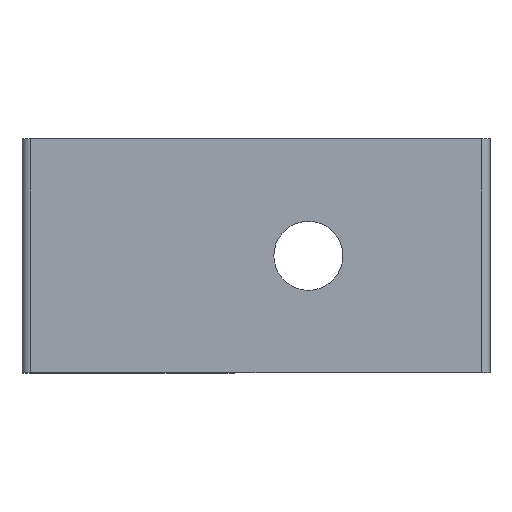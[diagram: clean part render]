
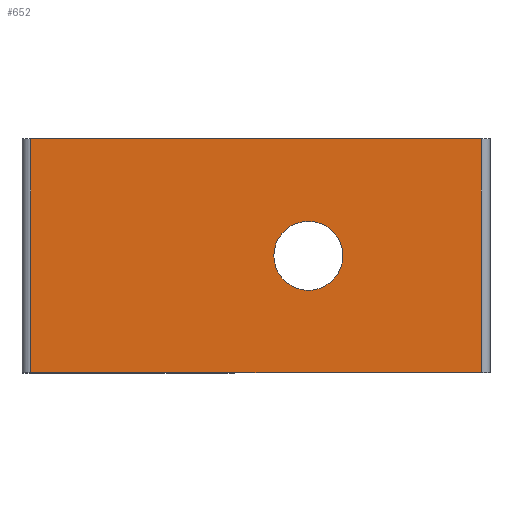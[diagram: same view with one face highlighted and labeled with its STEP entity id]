
A CAD part, top view. The second image highlights one B-rep face of the part: STEP entity #652.
In plain terms, the highlighted planar face has unit normal (0, 0, 1).
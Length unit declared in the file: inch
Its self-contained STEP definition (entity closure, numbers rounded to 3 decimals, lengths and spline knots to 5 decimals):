
#74=LINE('',#1046,#114);
#79=LINE('',#1064,#119);
#80=LINE('',#1068,#120);
#81=LINE('',#1069,#121);
#114=VECTOR('',#819,2.65);
#119=VECTOR('',#840,1.375);
#120=VECTOR('',#845,1.375);
#121=VECTOR('',#846,2.65);
#141=PLANE('',#712);
#157=FACE_BOUND('',#231,.T.);
#185=FACE_OUTER_BOUND('',#230,.T.);
#230=EDGE_LOOP('',(#519,#520,#521,#522));
#231=EDGE_LOOP('',(#523));
#275=CIRCLE('',#688,0.203);
#315=VERTEX_POINT('',#979);
#330=VERTEX_POINT('',#1043);
#331=VERTEX_POINT('',#1045);
#336=VERTEX_POINT('',#1063);
#337=VERTEX_POINT('',#1067);
#378=EDGE_CURVE('',#315,#315,#275,.T.);
#400=EDGE_CURVE('',#331,#330,#74,.T.);
#409=EDGE_CURVE('',#331,#336,#79,.T.);
#411=EDGE_CURVE('',#337,#330,#80,.T.);
#412=EDGE_CURVE('',#336,#337,#81,.T.);
#519=ORIENTED_EDGE('',*,*,#409,.F.);
#520=ORIENTED_EDGE('',*,*,#400,.T.);
#521=ORIENTED_EDGE('',*,*,#411,.F.);
#522=ORIENTED_EDGE('',*,*,#412,.F.);
#523=ORIENTED_EDGE('',*,*,#378,.T.);
#652=ADVANCED_FACE('',(#185,#157),#141,.T.);
#688=AXIS2_PLACEMENT_3D('',#980,#778,#779);
#712=AXIS2_PLACEMENT_3D('',#1066,#843,#844);
#778=DIRECTION('center_axis',(0.,0.,-1.));
#779=DIRECTION('ref_axis',(-1.,0.,0.));
#819=DIRECTION('',(-1.,0.,0.));
#840=DIRECTION('',(0.,-1.,0.));
#843=DIRECTION('center_axis',(0.,0.,1.));
#844=DIRECTION('ref_axis',(1.,0.,0.));
#845=DIRECTION('',(0.,1.,0.));
#846=DIRECTION('',(-1.,0.,0.));
#979=CARTESIAN_POINT('',(0.511,0.4225,0.75));
#980=CARTESIAN_POINT('Origin',(0.308,0.4225,0.75));
#1043=CARTESIAN_POINT('',(-1.325,1.11,0.75));
#1045=CARTESIAN_POINT('',(1.325,1.11,0.75));
#1046=CARTESIAN_POINT('',(1.375,1.11,0.75));
#1063=CARTESIAN_POINT('',(1.325,-0.265,0.75));
#1064=CARTESIAN_POINT('',(1.325,-0.265,0.75));
#1066=CARTESIAN_POINT('Origin',(1.375,-0.265,0.75));
#1067=CARTESIAN_POINT('',(-1.325,-0.265,0.75));
#1068=CARTESIAN_POINT('',(-1.325,-0.265,0.75));
#1069=CARTESIAN_POINT('',(1.375,-0.265,0.75));
